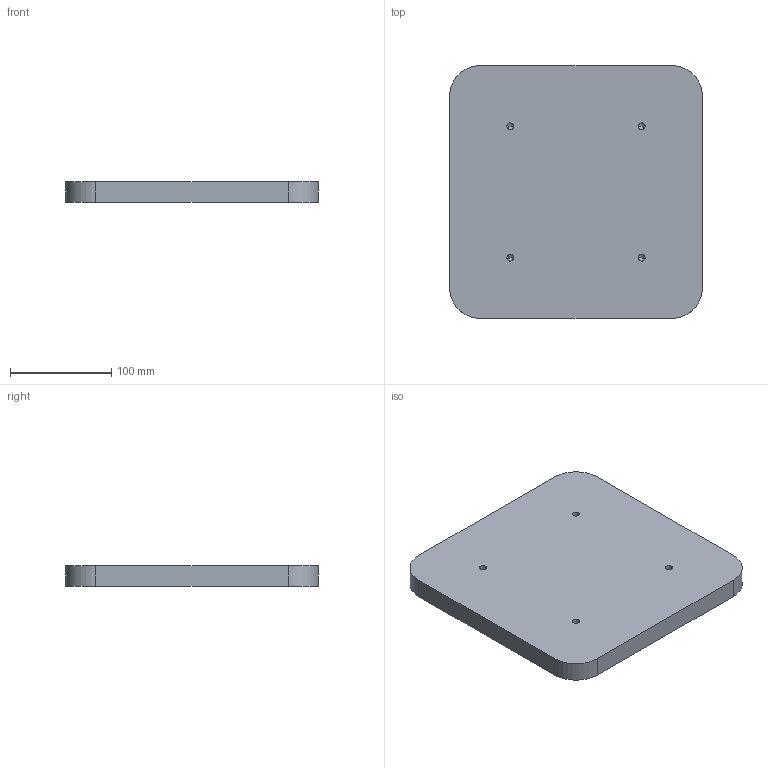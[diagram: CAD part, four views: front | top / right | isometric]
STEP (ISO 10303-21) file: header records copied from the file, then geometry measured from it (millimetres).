
FILE_DESCRIPTION (( 'STEP AP214' ), '1' );
FILE_NAME ('Renforts sieges.STEP', '2020-03-04T17:35:53', ( 'Olivier' ), ( 'Microsoft' ), 'SwSTEP 2.0', 'SolidWorks 2010', '' );
FILE_SCHEMA (( 'AUTOMOTIVE_DESIGN' ));
Length unit declared in the file: millimetre
Products named in the file (1): Renforts sieges
Bounding box: 250 x 250 x 20 mm (x, y, z)
Volume: 1232270.7 mm3; surface area: 143730.8 mm2
Topology: 1 solids, 1 shells, 26 faces, 64 edges, 36 vertices
Faces by surface type: cylinder 12, cone 8, plane 6
Entity records: 834 total; most frequent: DIRECTION 134, CARTESIAN_POINT 119, ORIENTED_EDGE 112, EDGE_CURVE 56, AXIS2_PLACEMENT_3D 51, VERTEX_POINT 36, LINE 32, VECTOR 32
